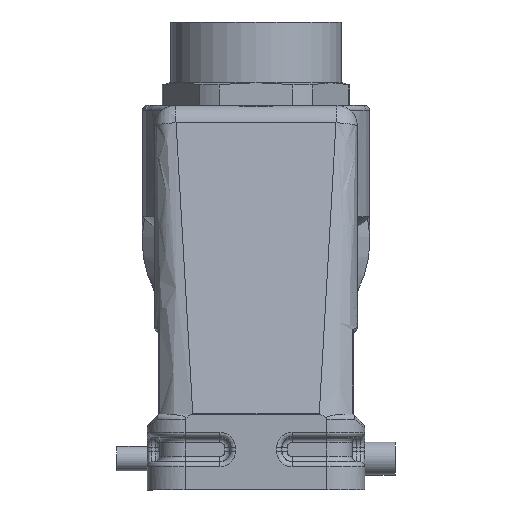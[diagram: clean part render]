
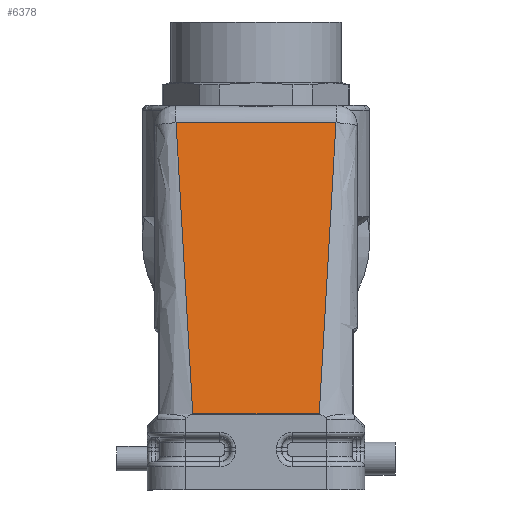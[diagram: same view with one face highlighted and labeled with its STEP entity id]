
A CAD part, left-side view. The second image highlights one B-rep face of the part: STEP entity #6378.
In plain terms, the highlighted planar face has unit normal (-0.99, 0, 0.139).
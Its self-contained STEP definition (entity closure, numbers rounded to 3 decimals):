
#6378=ADVANCED_FACE('',(#7321),#6994,.T.);
#6994=PLANE('',#17353);
#7321=FACE_OUTER_BOUND('',#8041,.T.);
#8041=EDGE_LOOP('',(#11387,#11388,#11389,#11390));
#8978=LINE('',#23564,#9830);
#8979=LINE('',#23566,#9831);
#8980=LINE('',#23568,#9832);
#8981=LINE('',#23570,#9833);
#9830=VECTOR('',#19176,1.);
#9831=VECTOR('',#19177,1.);
#9832=VECTOR('',#19178,1.);
#9833=VECTOR('',#19179,1.);
#11387=ORIENTED_EDGE('',*,*,#15505,.T.);
#11388=ORIENTED_EDGE('',*,*,#15506,.T.);
#11389=ORIENTED_EDGE('',*,*,#15507,.T.);
#11390=ORIENTED_EDGE('',*,*,#15508,.T.);
#14219=VERTEX_POINT('',#23410);
#14221=VERTEX_POINT('',#23565);
#14222=VERTEX_POINT('',#23567);
#14223=VERTEX_POINT('',#23569);
#15505=EDGE_CURVE('',#14221,#14219,#8978,.T.);
#15506=EDGE_CURVE('',#14219,#14222,#8979,.T.);
#15507=EDGE_CURVE('',#14222,#14223,#8980,.T.);
#15508=EDGE_CURVE('',#14223,#14221,#8981,.T.);
#17353=AXIS2_PLACEMENT_3D('',#23571,#19180,#19181);
#19176=DIRECTION('',(0.,1.,0.));
#19177=DIRECTION('',(-0.139,-0.057,-0.989));
#19178=DIRECTION('',(0.,-1.,0.));
#19179=DIRECTION('',(0.139,-0.057,0.989));
#19180=DIRECTION('',(-0.99,0.,0.139));
#19181=DIRECTION('',(-0.139,0.,-0.99));
#23410=CARTESIAN_POINT('',(-38.661,15.802,72.557));
#23564=CARTESIAN_POINT('',(-38.661,-15.802,72.557));
#23565=CARTESIAN_POINT('',(-38.661,-15.802,72.557));
#23566=CARTESIAN_POINT('',(-38.661,15.802,72.557));
#23567=CARTESIAN_POINT('',(-46.74,12.504,15.069));
#23568=CARTESIAN_POINT('',(-46.74,12.504,15.069));
#23569=CARTESIAN_POINT('',(-46.74,-12.504,15.069));
#23570=CARTESIAN_POINT('',(-46.74,-12.504,15.069));
#23571=CARTESIAN_POINT('',(-37.734,16.802,79.149));
